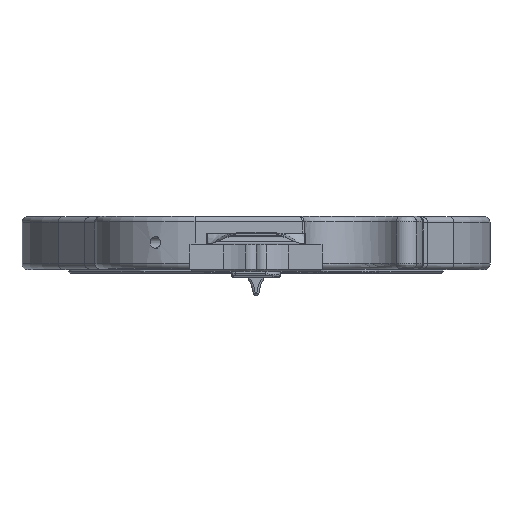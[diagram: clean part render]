
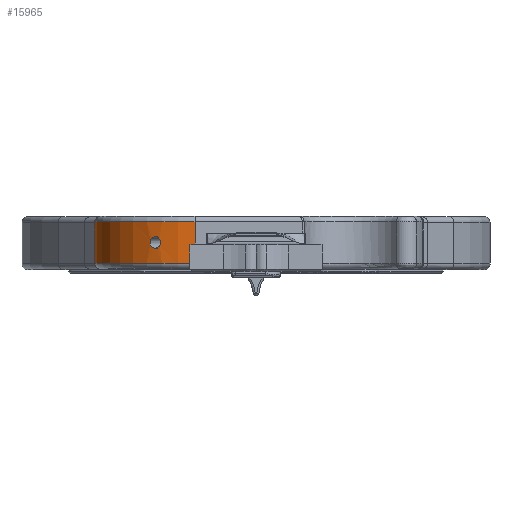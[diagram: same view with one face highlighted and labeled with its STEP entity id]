
A CAD part, top view. The second image highlights one B-rep face of the part: STEP entity #15965.
In plain terms, the highlighted cylindrical face has radius 53.282 mm (diameter 106.563 mm), a partial arc.
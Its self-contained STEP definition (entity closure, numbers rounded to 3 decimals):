
#365=B_SPLINE_CURVE_WITH_KNOTS('',3,(#24557,#24558,#24559,#24560,#24561,
#24562,#24563,#24564,#24565,#24566,#24567,#24568,#24569,#24570,#24571,#24572,
#24573,#24574,#24575,#24576,#24577,#24578,#24579,#24580,#24581,#24582),
 .UNSPECIFIED.,.F.,.F.,(4,2,2,2,2,2,2,2,2,2,2,2,4),(0.,0.113,
0.226,0.339,0.452,0.565,
0.678,0.791,0.904,1.017,
1.131,1.244,1.357),.UNSPECIFIED.);
#366=B_SPLINE_CURVE_WITH_KNOTS('',3,(#24583,#24584,#24585,#24586,#24587,
#24588,#24589,#24590,#24591,#24592),.UNSPECIFIED.,.F.,.F.,(4,2,2,2,4),(1.357,
1.47,1.583,1.696,1.809),
 .UNSPECIFIED.);
#607=FACE_BOUND('',#2386,.T.);
#1416=FACE_OUTER_BOUND('',#2385,.T.);
#2385=EDGE_LOOP('',(#11622,#11623,#11624,#11625));
#2386=EDGE_LOOP('',(#11626,#11627));
#3546=LINE('',#25045,#4956);
#3548=LINE('',#25051,#4958);
#4956=VECTOR('',#19479,1000.);
#4958=VECTOR('',#19485,1000.);
#6287=CIRCLE('',#17208,53.281);
#6288=CIRCLE('',#17209,53.281);
#7034=VERTEX_POINT('',#24555);
#7035=VERTEX_POINT('',#24556);
#7111=VERTEX_POINT('',#25042);
#7112=VERTEX_POINT('',#25044);
#7113=VERTEX_POINT('',#25048);
#7114=VERTEX_POINT('',#25050);
#8705=EDGE_CURVE('',#7034,#7035,#365,.T.);
#8706=EDGE_CURVE('',#7035,#7034,#366,.T.);
#8818=EDGE_CURVE('',#7111,#7112,#3546,.T.);
#8820=EDGE_CURVE('',#7111,#7113,#6287,.T.);
#8821=EDGE_CURVE('',#7113,#7114,#3548,.T.);
#8822=EDGE_CURVE('',#7114,#7112,#6288,.T.);
#11622=ORIENTED_EDGE('',*,*,#8818,.F.);
#11623=ORIENTED_EDGE('',*,*,#8820,.T.);
#11624=ORIENTED_EDGE('',*,*,#8821,.T.);
#11625=ORIENTED_EDGE('',*,*,#8822,.T.);
#11626=ORIENTED_EDGE('',*,*,#8705,.T.);
#11627=ORIENTED_EDGE('',*,*,#8706,.T.);
#15543=CYLINDRICAL_SURFACE('',#17207,53.281);
#15965=ADVANCED_FACE('',(#1416,#607),#15543,.T.);
#17207=AXIS2_PLACEMENT_3D('',#25047,#19481,#19482);
#17208=AXIS2_PLACEMENT_3D('',#25049,#19483,#19484);
#17209=AXIS2_PLACEMENT_3D('',#25052,#19486,#19487);
#19479=DIRECTION('',(0.,-1.,0.));
#19481=DIRECTION('center_axis',(0.,-1.,0.));
#19482=DIRECTION('ref_axis',(0.,0.,
1.));
#19483=DIRECTION('center_axis',(0.,-1.,0.));
#19484=DIRECTION('ref_axis',(0.,0.,
-1.));
#19485=DIRECTION('',(0.,-1.,0.));
#19486=DIRECTION('center_axis',(0.,1.,0.));
#19487=DIRECTION('ref_axis',(0.,0.,
-1.));
#24555=CARTESIAN_POINT('',(60.395,14.,-188.575));
#24556=CARTESIAN_POINT('',(57.675,17.,-187.309));
#24557=CARTESIAN_POINT('Ctrl Pts',(60.395,14.,-188.575));
#24558=CARTESIAN_POINT('Ctrl Pts',(60.395,13.623,-188.575));
#24559=CARTESIAN_POINT('Ctrl Pts',(60.328,13.222,-188.542));
#24560=CARTESIAN_POINT('Ctrl Pts',(60.053,12.482,-188.406));
#24561=CARTESIAN_POINT('Ctrl Pts',(59.846,12.145,-188.304));
#24562=CARTESIAN_POINT('Ctrl Pts',(59.366,11.612,-188.073));
#24563=CARTESIAN_POINT('Ctrl Pts',(59.06,11.381,-187.929));
#24564=CARTESIAN_POINT('Ctrl Pts',(58.388,11.075,-187.621));
#24565=CARTESIAN_POINT('Ctrl Pts',(58.021,11.,-187.458));
#24566=CARTESIAN_POINT('Ctrl Pts',(57.329,11.,-187.159));
#24567=CARTESIAN_POINT('Ctrl Pts',(56.958,11.075,-187.004));
#24568=CARTESIAN_POINT('Ctrl Pts',(56.273,11.382,-186.725));
#24569=CARTESIAN_POINT('Ctrl Pts',(55.958,11.612,-186.601));
#24570=CARTESIAN_POINT('Ctrl Pts',(55.46,12.145,-186.409));
#24571=CARTESIAN_POINT('Ctrl Pts',(55.244,12.482,-186.328));
#24572=CARTESIAN_POINT('Ctrl Pts',(54.956,13.221,-186.221));
#24573=CARTESIAN_POINT('Ctrl Pts',(54.884,13.623,-186.195));
#24574=CARTESIAN_POINT('Ctrl Pts',(54.884,14.377,-186.195));
#24575=CARTESIAN_POINT('Ctrl Pts',(54.955,14.779,-186.221));
#24576=CARTESIAN_POINT('Ctrl Pts',(55.243,15.517,-186.328));
#24577=CARTESIAN_POINT('Ctrl Pts',(55.46,15.855,-186.409));
#24578=CARTESIAN_POINT('Ctrl Pts',(55.958,16.387,-186.601));
#24579=CARTESIAN_POINT('Ctrl Pts',(56.272,16.618,-186.725));
#24580=CARTESIAN_POINT('Ctrl Pts',(56.958,16.925,-187.004));
#24581=CARTESIAN_POINT('Ctrl Pts',(57.329,17.,-187.159));
#24582=CARTESIAN_POINT('Ctrl Pts',(57.675,17.,-187.309));
#24583=CARTESIAN_POINT('Ctrl Pts',(57.675,17.,-187.309));
#24584=CARTESIAN_POINT('Ctrl Pts',(58.021,17.,-187.458));
#24585=CARTESIAN_POINT('Ctrl Pts',(58.388,16.925,-187.621));
#24586=CARTESIAN_POINT('Ctrl Pts',(59.06,16.619,-187.929));
#24587=CARTESIAN_POINT('Ctrl Pts',(59.365,16.388,-188.073));
#24588=CARTESIAN_POINT('Ctrl Pts',(59.846,15.855,-188.304));
#24589=CARTESIAN_POINT('Ctrl Pts',(60.053,15.518,-188.406));
#24590=CARTESIAN_POINT('Ctrl Pts',(60.328,14.779,-188.542));
#24591=CARTESIAN_POINT('Ctrl Pts',(60.395,14.377,-188.575));
#24592=CARTESIAN_POINT('Ctrl Pts',(60.395,14.,-188.575));
#25042=CARTESIAN_POINT('',(84.74,25.,-258.941));
#25044=CARTESIAN_POINT('',(84.74,3.,-258.941));
#25045=CARTESIAN_POINT('',(84.74,28.,-258.941));
#25047=CARTESIAN_POINT('Origin',(36.545,28.,-236.221));
#25048=CARTESIAN_POINT('',(36.545,25.,-182.94));
#25049=CARTESIAN_POINT('Origin',(36.545,25.,-236.221));
#25050=CARTESIAN_POINT('',(36.545,3.,-182.94));
#25051=CARTESIAN_POINT('',(36.545,28.,-182.94));
#25052=CARTESIAN_POINT('Origin',(36.545,3.,-236.221));
